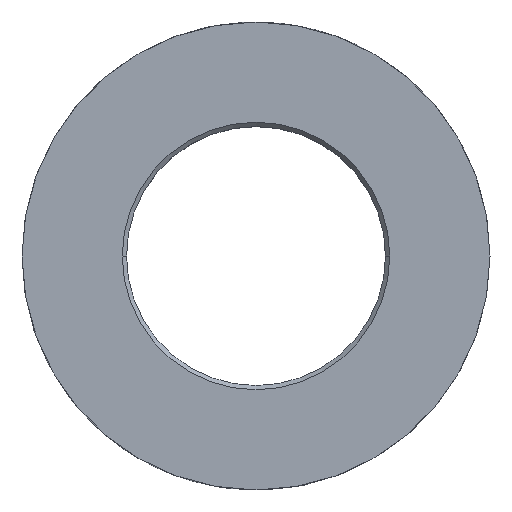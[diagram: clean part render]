
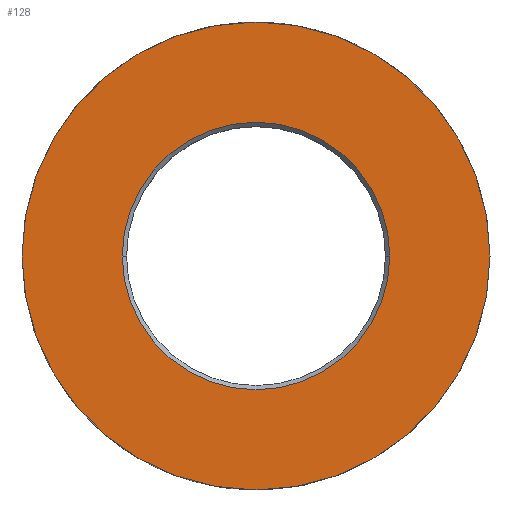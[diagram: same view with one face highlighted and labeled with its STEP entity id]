
A CAD part, top view. The second image highlights one B-rep face of the part: STEP entity #128.
In plain terms, the highlighted planar face has unit normal (0, 0, 1).
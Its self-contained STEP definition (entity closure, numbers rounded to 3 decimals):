
#76=EDGE_CURVE('',#152,#138,#186,.T.);
#84=VERTEX_POINT('',#194);
#92=EDGE_CURVE('',#84,#120,#203,.T.);
#120=VERTEX_POINT('',#235);
#128=ADVANCED_FACE('',(#243,#244),#245,.T.);
#138=VERTEX_POINT('',#256);
#152=VERTEX_POINT('',#273);
#154=EDGE_CURVE('',#138,#152,#275,.T.);
#158=EDGE_CURVE('',#120,#84,#279,.T.);
#186=CIRCLE('',#358,56.0);
#194=CARTESIAN_POINT('',(-32.,0.,25.));
#203=CIRCLE('',#449,32.0);
#235=CARTESIAN_POINT('',(32.,0.0,25.));
#243=FACE_OUTER_BOUND('',#498,.T.);
#244=FACE_BOUND('',#499,.T.);
#245=PLANE('',#500);
#256=CARTESIAN_POINT('',(56.,0.0,25.));
#273=CARTESIAN_POINT('',(-56.,0.,25.));
#275=CIRCLE('',#580,56.0);
#279=CIRCLE('',#587,32.0);
#358=AXIS2_PLACEMENT_3D('',#605,#606,#607);
#449=AXIS2_PLACEMENT_3D('',#620,#621,#622);
#498=EDGE_LOOP('',(#660,#661));
#499=EDGE_LOOP('',(#662,#663));
#500=AXIS2_PLACEMENT_3D('',#664,#665,#666);
#580=AXIS2_PLACEMENT_3D('',#711,#712,#713);
#587=AXIS2_PLACEMENT_3D('',#715,#716,#717);
#605=CARTESIAN_POINT('',(0.,0.0,25.0));
#606=DIRECTION('',(0.,0.0,1.0));
#607=DIRECTION('',(1.0,0.0,0.));
#620=CARTESIAN_POINT('',(0.,0.0,25.0));
#621=DIRECTION('',(0.,0.0,-1.0));
#622=DIRECTION('',(1.0,0.0,0.));
#660=ORIENTED_EDGE('',*,*,#154,.T.);
#661=ORIENTED_EDGE('',*,*,#76,.T.);
#662=ORIENTED_EDGE('',*,*,#158,.T.);
#663=ORIENTED_EDGE('',*,*,#92,.T.);
#664=CARTESIAN_POINT('',(0.,44.0,25.0));
#665=DIRECTION('',(0.,0.0,1.0));
#666=DIRECTION('',(1.0,0.0,0.));
#711=CARTESIAN_POINT('',(0.,0.0,25.0));
#712=DIRECTION('',(0.,0.0,1.0));
#713=DIRECTION('',(1.0,0.0,0.));
#715=CARTESIAN_POINT('',(0.,0.0,25.0));
#716=DIRECTION('',(0.,0.0,-1.0));
#717=DIRECTION('',(1.0,0.0,0.));
